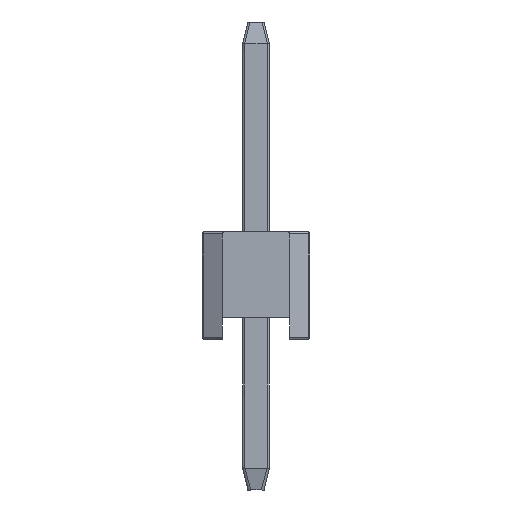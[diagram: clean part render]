
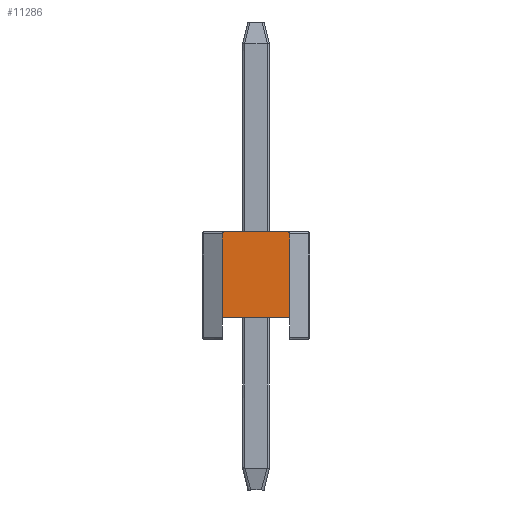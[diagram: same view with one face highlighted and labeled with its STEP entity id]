
A CAD part, left-side view. The second image highlights one B-rep face of the part: STEP entity #11286.
In plain terms, the highlighted planar face has unit normal (-1, 0, 0).
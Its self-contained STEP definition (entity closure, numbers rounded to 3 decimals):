
#815=CIRCLE('',#12121,0.04);
#816=CIRCLE('',#12122,0.04);
#1650=FACE_OUTER_BOUND('',#2362,.T.);
#2362=EDGE_LOOP('',(#8033,#8034,#8035,#8036,#8037,#8038));
#3139=LINE('',#17815,#4065);
#3142=LINE('',#17821,#4068);
#3143=LINE('',#17825,#4069);
#3144=LINE('',#17827,#4070);
#4065=VECTOR('',#13917,1000.);
#4068=VECTOR('',#13922,1000.);
#4069=VECTOR('',#13925,1000.);
#4070=VECTOR('',#13928,1000.);
#5011=VERTEX_POINT('',#17813);
#5012=VERTEX_POINT('',#17814);
#5013=VERTEX_POINT('',#17819);
#5014=VERTEX_POINT('',#17820);
#5015=VERTEX_POINT('',#17822);
#5016=VERTEX_POINT('',#17824);
#6115=EDGE_CURVE('',#5011,#5012,#3139,.T.);
#6118=EDGE_CURVE('',#5013,#5014,#3142,.T.);
#6119=EDGE_CURVE('',#5013,#5015,#815,.T.);
#6120=EDGE_CURVE('',#5016,#5015,#3143,.T.);
#6121=EDGE_CURVE('',#5016,#5011,#816,.T.);
#6122=EDGE_CURVE('',#5014,#5012,#3144,.T.);
#8033=ORIENTED_EDGE('',*,*,#6118,.F.);
#8034=ORIENTED_EDGE('',*,*,#6119,.T.);
#8035=ORIENTED_EDGE('',*,*,#6120,.F.);
#8036=ORIENTED_EDGE('',*,*,#6121,.T.);
#8037=ORIENTED_EDGE('',*,*,#6115,.T.);
#8038=ORIENTED_EDGE('',*,*,#6122,.F.);
#10974=PLANE('',#12120);
#11286=ADVANCED_FACE('',(#1650),#10974,.F.);
#12120=AXIS2_PLACEMENT_3D('',#17818,#13920,#13921);
#12121=AXIS2_PLACEMENT_3D('',#17823,#13923,#13924);
#12122=AXIS2_PLACEMENT_3D('',#17826,#13926,#13927);
#13917=DIRECTION('',(0.,0.,-1.));
#13920=DIRECTION('center_axis',(1.,0.,0.));
#13921=DIRECTION('ref_axis',(0.,1.,0.));
#13922=DIRECTION('',(0.,0.,-1.));
#13923=DIRECTION('center_axis',(-1.,0.,0.));
#13924=DIRECTION('ref_axis',(0.,1.,0.));
#13925=DIRECTION('',(0.,-1.,0.));
#13926=DIRECTION('center_axis',(-1.,0.,0.));
#13927=DIRECTION('ref_axis',(0.,1.,0.));
#13928=DIRECTION('',(0.,1.,0.));
#17813=CARTESIAN_POINT('',(-8.,0.625,1.96));
#17814=CARTESIAN_POINT('',(-8.,0.625,0.4));
#17815=CARTESIAN_POINT('',(-8.,0.625,2.));
#17818=CARTESIAN_POINT('Origin',(-8.,0.625,2.));
#17819=CARTESIAN_POINT('',(-8.,-0.625,1.96));
#17820=CARTESIAN_POINT('',(-8.,-0.625,0.4));
#17821=CARTESIAN_POINT('',(-8.,-0.625,2.));
#17822=CARTESIAN_POINT('',(-8.,-0.585,2.));
#17823=CARTESIAN_POINT('Origin',(-8.,-0.585,1.96));
#17824=CARTESIAN_POINT('',(-8.,0.585,2.));
#17825=CARTESIAN_POINT('',(-8.,0.625,2.));
#17826=CARTESIAN_POINT('Origin',(-8.,0.585,1.96));
#17827=CARTESIAN_POINT('',(-8.,0.625,0.4));
